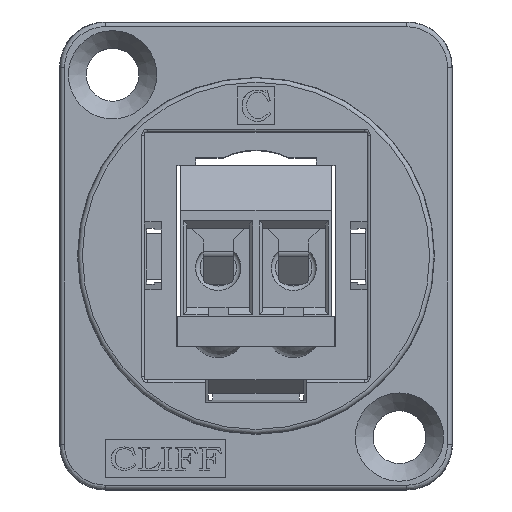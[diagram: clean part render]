
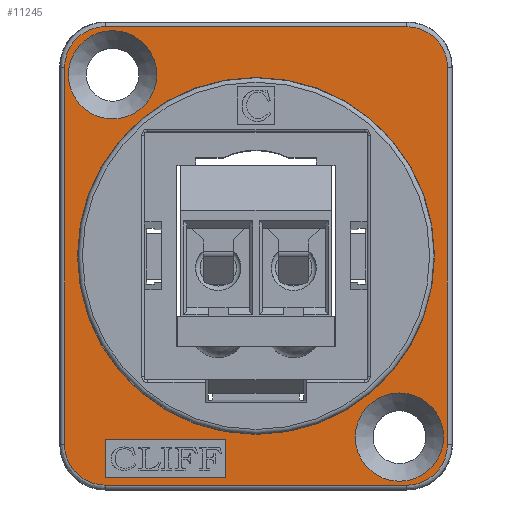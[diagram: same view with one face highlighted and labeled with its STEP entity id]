
A CAD part, top view. The second image highlights one B-rep face of the part: STEP entity #11245.
In plain terms, the highlighted planar face has unit normal (0, 0, 1).
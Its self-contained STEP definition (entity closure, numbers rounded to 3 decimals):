
#113=ELLIPSE('',#11949,2.7,2.7);
#114=ELLIPSE('',#11950,2.7,2.7);
#115=ELLIPSE('',#11951,2.7,2.7);
#116=ELLIPSE('',#11952,2.7,2.7);
#376=FACE_BOUND('',#2179,.T.);
#377=FACE_BOUND('',#2180,.T.);
#378=FACE_BOUND('',#2181,.T.);
#379=FACE_BOUND('',#2182,.T.);
#514=CIRCLE('',#11777,11.823);
#544=CIRCLE('',#11953,2.925);
#545=CIRCLE('',#11954,2.925);
#1611=FACE_OUTER_BOUND('',#2178,.T.);
#2178=EDGE_LOOP('',(#10193,#10194,#10195,#10196,#10197,#10198,#10199,#10200));
#2179=EDGE_LOOP('',(#10201,#10202,#10203,#10204));
#2180=EDGE_LOOP('',(#10205));
#2181=EDGE_LOOP('',(#10206));
#2182=EDGE_LOOP('',(#10207));
#3369=LINE('',#19019,#4570);
#3373=LINE('',#19027,#4574);
#3376=LINE('',#19033,#4577);
#3379=LINE('',#19038,#4580);
#3390=LINE('',#19090,#4591);
#3391=LINE('',#19094,#4592);
#3392=LINE('',#19098,#4593);
#3393=LINE('',#19101,#4594);
#4570=VECTOR('',#14419,2.5);
#4574=VECTOR('',#14425,8.);
#4577=VECTOR('',#14430,2.5);
#4580=VECTOR('',#14435,8.);
#4591=VECTOR('',#14484,24.965);
#4592=VECTOR('',#14487,19.965);
#4593=VECTOR('',#14490,24.965);
#4594=VECTOR('',#14493,19.965);
#5323=VERTEX_POINT('',#17147);
#5600=VERTEX_POINT('',#19017);
#5601=VERTEX_POINT('',#19018);
#5604=VERTEX_POINT('',#19026);
#5606=VERTEX_POINT('',#19032);
#5614=VERTEX_POINT('',#19086);
#5615=VERTEX_POINT('',#19087);
#5616=VERTEX_POINT('',#19089);
#5617=VERTEX_POINT('',#19091);
#5618=VERTEX_POINT('',#19093);
#5619=VERTEX_POINT('',#19095);
#5620=VERTEX_POINT('',#19097);
#5621=VERTEX_POINT('',#19099);
#5622=VERTEX_POINT('',#19102);
#5623=VERTEX_POINT('',#19104);
#6686=EDGE_CURVE('',#5323,#5323,#514,.T.);
#7130=EDGE_CURVE('',#5600,#5601,#3369,.T.);
#7134=EDGE_CURVE('',#5604,#5600,#3373,.T.);
#7137=EDGE_CURVE('',#5606,#5604,#3376,.T.);
#7140=EDGE_CURVE('',#5601,#5606,#3379,.T.);
#7158=EDGE_CURVE('',#5614,#5615,#113,.T.);
#7159=EDGE_CURVE('',#5616,#5614,#3390,.T.);
#7160=EDGE_CURVE('',#5617,#5616,#114,.T.);
#7161=EDGE_CURVE('',#5618,#5617,#3391,.T.);
#7162=EDGE_CURVE('',#5619,#5618,#115,.T.);
#7163=EDGE_CURVE('',#5620,#5619,#3392,.T.);
#7164=EDGE_CURVE('',#5621,#5620,#116,.T.);
#7165=EDGE_CURVE('',#5615,#5621,#3393,.T.);
#7166=EDGE_CURVE('',#5622,#5622,#544,.T.);
#7167=EDGE_CURVE('',#5623,#5623,#545,.T.);
#10193=ORIENTED_EDGE('',*,*,#7158,.F.);
#10194=ORIENTED_EDGE('',*,*,#7159,.F.);
#10195=ORIENTED_EDGE('',*,*,#7160,.F.);
#10196=ORIENTED_EDGE('',*,*,#7161,.F.);
#10197=ORIENTED_EDGE('',*,*,#7162,.F.);
#10198=ORIENTED_EDGE('',*,*,#7163,.F.);
#10199=ORIENTED_EDGE('',*,*,#7164,.F.);
#10200=ORIENTED_EDGE('',*,*,#7165,.F.);
#10201=ORIENTED_EDGE('',*,*,#7130,.T.);
#10202=ORIENTED_EDGE('',*,*,#7140,.T.);
#10203=ORIENTED_EDGE('',*,*,#7137,.T.);
#10204=ORIENTED_EDGE('',*,*,#7134,.T.);
#10205=ORIENTED_EDGE('',*,*,#6686,.T.);
#10206=ORIENTED_EDGE('',*,*,#7166,.T.);
#10207=ORIENTED_EDGE('',*,*,#7167,.T.);
#10721=PLANE('',#11948);
#11245=ADVANCED_FACE('',(#1611,#376,#377,#378,#379),#10721,.T.);
#11777=AXIS2_PLACEMENT_3D('',#17148,#13804,#13805);
#11948=AXIS2_PLACEMENT_3D('',#19085,#14480,#14481);
#11949=AXIS2_PLACEMENT_3D('',#19088,#14482,#14483);
#11950=AXIS2_PLACEMENT_3D('',#19092,#14485,#14486);
#11951=AXIS2_PLACEMENT_3D('',#19096,#14488,#14489);
#11952=AXIS2_PLACEMENT_3D('',#19100,#14491,#14492);
#11953=AXIS2_PLACEMENT_3D('',#19103,#14494,#14495);
#11954=AXIS2_PLACEMENT_3D('',#19105,#14496,#14497);
#13804=DIRECTION('center_axis',(0.,0.,
-1.));
#13805=DIRECTION('ref_axis',(-1.,0.,0.));
#14419=DIRECTION('',(0.,1.,0.));
#14425=DIRECTION('',(-1.,0.,0.));
#14430=DIRECTION('',(0.,-1.,0.));
#14435=DIRECTION('',(1.,0.,0.));
#14480=DIRECTION('center_axis',(0.,0.,
1.));
#14481=DIRECTION('ref_axis',(1.,0.,0.));
#14482=DIRECTION('center_axis',(0.,0.,
-1.));
#14483=DIRECTION('ref_axis',(-0.707,0.707,0.));
#14484=DIRECTION('',(0.,1.,0.));
#14485=DIRECTION('center_axis',(0.,0.,
-1.));
#14486=DIRECTION('ref_axis',(-0.707,-0.707,0.));
#14487=DIRECTION('',(-1.,0.,0.));
#14488=DIRECTION('center_axis',(0.,0.,
-1.));
#14489=DIRECTION('ref_axis',(0.707,-0.707,0.));
#14490=DIRECTION('',(0.,-1.,0.));
#14491=DIRECTION('center_axis',(0.,0.,
-1.));
#14492=DIRECTION('ref_axis',(0.707,0.707,0.));
#14493=DIRECTION('',(1.,0.,0.));
#14494=DIRECTION('center_axis',(0.,0.,
-1.));
#14495=DIRECTION('ref_axis',(1.,0.,0.));
#14496=DIRECTION('center_axis',(0.,0.,
-1.));
#14497=DIRECTION('ref_axis',(1.,0.,0.));
#17147=CARTESIAN_POINT('',(11.823,0.,2.3));
#17148=CARTESIAN_POINT('Origin',(0.,0.,
2.3));
#19017=CARTESIAN_POINT('',(-10.,-14.683,2.3));
#19018=CARTESIAN_POINT('',(-10.,-12.183,2.3));
#19019=CARTESIAN_POINT('',(-10.,-7.341,2.3));
#19026=CARTESIAN_POINT('',(-2.,-14.683,2.3));
#19027=CARTESIAN_POINT('',(-1.,-14.683,2.3));
#19032=CARTESIAN_POINT('',(-2.,-12.183,2.3));
#19033=CARTESIAN_POINT('',(-2.,-6.091,2.3));
#19038=CARTESIAN_POINT('',(-5.,-12.183,2.3));
#19085=CARTESIAN_POINT('Origin',(0.,0.,
2.3));
#19086=CARTESIAN_POINT('',(-12.683,12.483,2.3));
#19087=CARTESIAN_POINT('',(-9.983,15.183,2.3));
#19088=CARTESIAN_POINT('Origin',(-9.982,12.482,2.3));
#19089=CARTESIAN_POINT('',(-12.683,-12.483,2.3));
#19090=CARTESIAN_POINT('',(-12.683,-7.75,2.3));
#19091=CARTESIAN_POINT('',(-9.983,-15.183,2.3));
#19092=CARTESIAN_POINT('Origin',(-9.982,-12.482,2.3));
#19093=CARTESIAN_POINT('',(9.983,-15.183,2.3));
#19094=CARTESIAN_POINT('',(6.5,-15.183,2.3));
#19095=CARTESIAN_POINT('',(12.683,-12.483,2.3));
#19096=CARTESIAN_POINT('Origin',(9.982,-12.482,2.3));
#19097=CARTESIAN_POINT('',(12.683,12.483,2.3));
#19098=CARTESIAN_POINT('',(12.683,7.75,2.3));
#19099=CARTESIAN_POINT('',(9.983,15.183,2.3));
#19100=CARTESIAN_POINT('Origin',(9.982,12.482,2.3));
#19101=CARTESIAN_POINT('',(-6.5,15.183,2.3));
#19102=CARTESIAN_POINT('',(6.575,-12.,2.3));
#19103=CARTESIAN_POINT('Origin',(9.5,-12.,2.3));
#19104=CARTESIAN_POINT('',(-12.425,12.,2.3));
#19105=CARTESIAN_POINT('Origin',(-9.5,12.,2.3));
